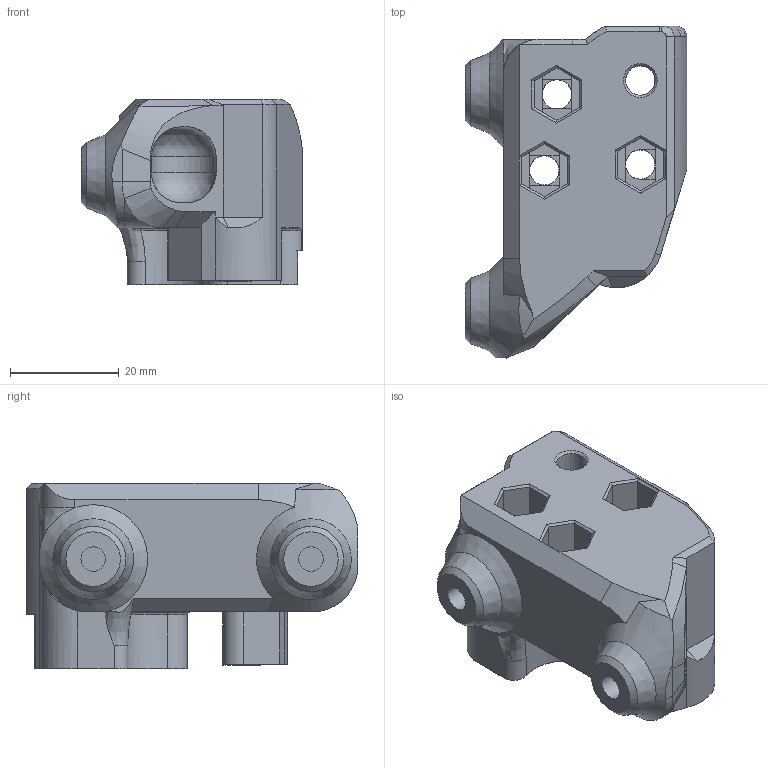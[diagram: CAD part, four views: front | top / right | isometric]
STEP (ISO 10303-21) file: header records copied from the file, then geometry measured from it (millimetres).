
FILE_DESCRIPTION(/* description */ ('','CAx-IF Rec.Pracs.---Representation and Presentation of Product Manufacturing Information (PMI)---4.0---2014-10-13'),/* implementation_level */ '2;1');
FILE_NAME(/* name */ 'bb606226-2482-4089-830e-3b756259fc3b.stp',/* time_stamp */ '2024-12-06T15:31:57Z',/* author */ (''),/* organization */ (''),/* preprocessor_version */ 'ST-DEVELOPER v20',/* originating_system */ 'Autodesk Translation Framework v13.20.0.188',/* authorisation */ '');
FILE_SCHEMA (('AP242_MANAGED_MODEL_BASED_3D_ENGINEERING_MIM_LF { 1 0 10303 442 1 1 4 }'));
Length unit declared in the file: millimetre
Products named in the file (1): ender xy_x gantry end right
Bounding box: 40.73 x 60.95 x 34 mm (x, y, z)
Volume: 39458.6 mm3; surface area: 12147 mm2
Topology: 1 solids, 1 shells, 237 faces, 638 edges, 407 vertices
Faces by surface type: plane 134, cylinder 62, cone 20, bspline 17, torus 4
Full cylindrical faces by diameter (mm): 4.5 x3, 4.634 x8, 5.12 x8, 5.4 x5, 7 x1
Entity records: 16126 total; most frequent: CARTESIAN_POINT 10277, ORIENTED_EDGE 1276, DIRECTION 1129, EDGE_CURVE 638, VERTEX_POINT 407, LINE 381, VECTOR 381, AXIS2_PLACEMENT_3D 374
